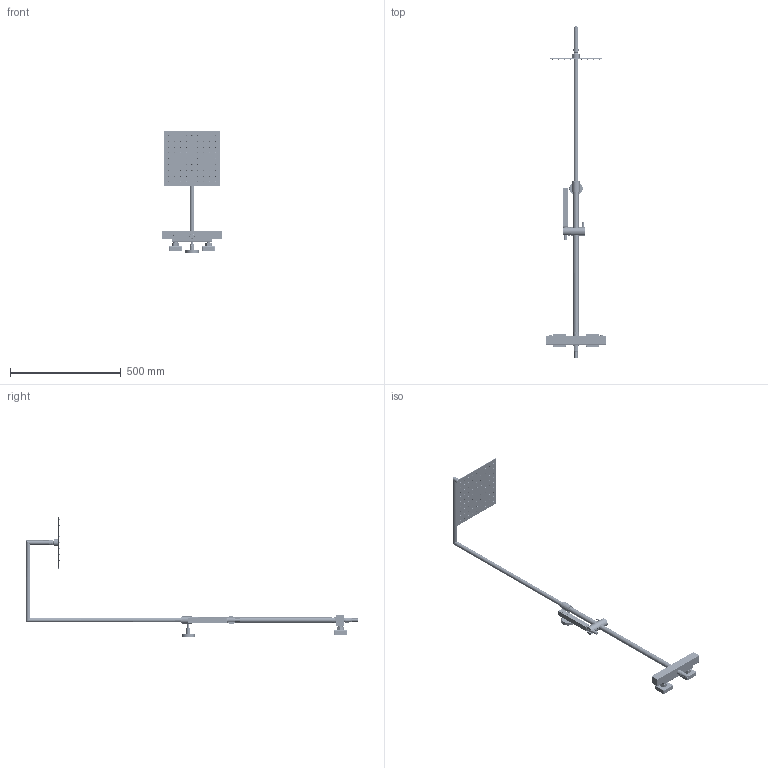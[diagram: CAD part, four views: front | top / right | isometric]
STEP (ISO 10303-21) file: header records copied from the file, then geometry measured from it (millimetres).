
FILE_DESCRIPTION((''),'2;1');
FILE_NAME('ATMA505','2022-09-06T10:01:50',('Michela Ferrini'),(''),'CREO PARAMETRIC BY PTC INC, 2020281','CREO PARAMETRIC BY PTC INC, 2020281','');
FILE_SCHEMA(('CONFIG_CONTROL_DESIGN'));
Products named in the file (41): F051002-001_6; 82040002_8_1_2_1; 82040002_8_1_2_2; 82040002_8_1_2; T031001-016_11_1; 11990004_5_1; T031001-027_9_1; T021001-004_9_1; T051001-011_7_1; T021001-010_1_1; T051001-010_7_1; T021001-013_1_1; ATMA503; 40GUDINGZUOZHUTI_2; 40GUDINGZUOLIANJIEGAN_1; 40GUDINGZUOLUOMU_2; 24X645_2; G12SHUIWEILUOMU_2; SDCMAC0016; C01LIANGJIEGAN_2; 2P076AC01_1; 2P218MC01_1; HUATAO_2; SDCMAA0004; SDCPKC0151; SDCPKC0152; SDCPKC0148; SDCPKC0149; SDCPKC0150; SDCPKA0043; SDCPKC0147; SDCPKC0146; SDCPKA0042; SDCPKA0044; SDCMAA0006; SFSPKC0005; SFSMAA0003; SFSPKC0005_; SFSMAA0003_; SDCDBC0027 ...
Assembly tree (125 placements, depth 5):
  ATMA505
    ATMA503
      F051002-001_6
      82040002_8_1_2
        82040002_8_1_2_1
        82040002_8_1_2_2
      T031001-016_11_1  x2
      11990004_5_1  x2
      T031001-027_9_1
      T021001-004_9_1
      T051001-011_7_1  x2
      T021001-010_1_1  x2
      T051001-010_7_1  x2
      T021001-013_1_1  x2
    SDCMAA0004
      40GUDINGZUOZHUTI_2
      40GUDINGZUOLIANJIEGAN_1
      40GUDINGZUOLUOMU_2
      24X645_2
      G12SHUIWEILUOMU_2
      SDCMAC0016
      C01LIANGJIEGAN_2
      2P076AC01_1
      2P218MC01_1
      HUATAO_2
    SDCMAA0006
      SDCPKA0044
        SDCPKA0043
          SDCPKC0151
          SDCPKC0152
          SDCPKC0148
          SDCPKC0149  x80
          SDCPKC0150
        SDCPKA0042
          SDCPKC0147
          SDCPKC0146
    SFSMAA0003
      SFSPKC0005
    SFSMAA0003_
      SFSPKC0005_
    SDCDBC0027
Bounding box: 269 x 1500.3 x 551.25 mm (x, y, z)
Volume: 726663 mm3; surface area: 776911.9 mm2
Topology: 116 solids, 124 shells, 6711 faces, 15325 edges, 9266 vertices
Faces by surface type: cylinder 2262, torus 2059, plane 1363, cone 396, bspline 335, extrusion 171, sphere 125
Entity records: 121935 total; most frequent: CARTESIAN_POINT 52034, ORIENTED_EDGE 14352, DIRECTION 14221, EDGE_CURVE 7185, AXIS2_PLACEMENT_3D 5549, VERTEX_POINT 4587, EDGE_LOOP 3338, VECTOR 3123
